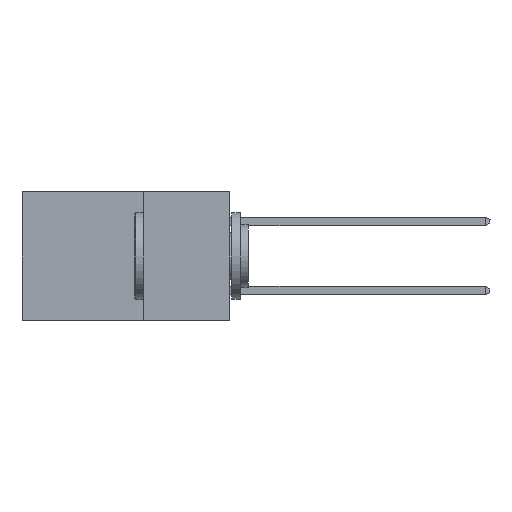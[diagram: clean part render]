
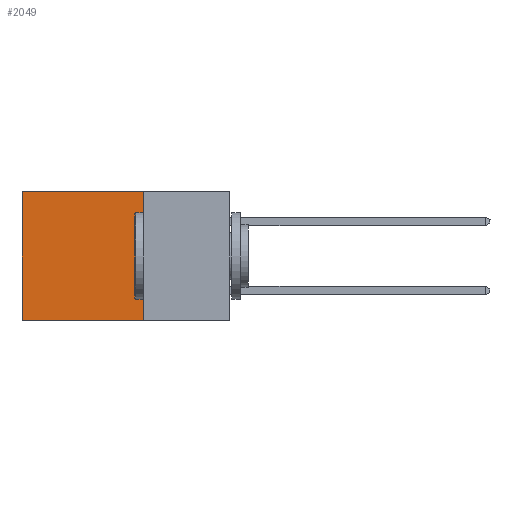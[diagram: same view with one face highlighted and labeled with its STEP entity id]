
A CAD part, left-side view. The second image highlights one B-rep face of the part: STEP entity #2049.
In plain terms, the highlighted planar face has unit normal (-1, 0, 0).
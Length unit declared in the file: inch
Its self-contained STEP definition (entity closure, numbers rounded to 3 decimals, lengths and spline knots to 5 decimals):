
#70 = DIRECTION ( 'NONE',  ( 1., 0., 0. ) ) ;
#346 = FACE_OUTER_BOUND ( 'NONE', #4641, .T. ) ;
#1119 = CARTESIAN_POINT ( 'NONE',  ( 0.2615, 0.6, -0.37 ) ) ;
#1468 = LINE ( 'NONE', #8258, #13123 ) ;
#1547 = DIRECTION ( 'NONE',  ( 0., 1., 0. ) ) ;
#1649 = VERTEX_POINT ( 'NONE', #2309 ) ;
#1748 = VERTEX_POINT ( 'NONE', #13899 ) ;
#1833 = ORIENTED_EDGE ( 'NONE', *, *, #9229, .F. ) ;
#2049 = ADVANCED_FACE ( 'NONE', ( #346 ), #10259, .F. ) ;
#2309 = CARTESIAN_POINT ( 'NONE',  ( 0.2615, 0.6, 0. ) ) ;
#2599 = CARTESIAN_POINT ( 'NONE',  ( 0.2615, 0.25, -0.37 ) ) ;
#3278 = DIRECTION ( 'NONE',  ( 0., 0., -1. ) ) ;
#3315 = VECTOR ( 'NONE', #3278, 39.37008 ) ;
#3741 = CARTESIAN_POINT ( 'NONE',  ( 0.2615, 0.25, -0.37 ) ) ;
#3804 = ORIENTED_EDGE ( 'NONE', *, *, #8557, .T. ) ;
#4607 = ORIENTED_EDGE ( 'NONE', *, *, #10537, .T. ) ;
#4641 = EDGE_LOOP ( 'NONE', ( #3804, #8036, #1833, #4607 ) ) ;
#5024 = DIRECTION ( 'NONE',  ( 0., 0., -1. ) ) ;
#5759 = VECTOR ( 'NONE', #1547, 39.37008 ) ;
#6458 = CARTESIAN_POINT ( 'NONE',  ( 0.2615, 0.6, -0.37 ) ) ;
#7070 = LINE ( 'NONE', #2599, #5759 ) ;
#7763 = CARTESIAN_POINT ( 'NONE',  ( 0.2615, 0.25, 0. ) ) ;
#8036 = ORIENTED_EDGE ( 'NONE', *, *, #10910, .F. ) ;
#8258 = CARTESIAN_POINT ( 'NONE',  ( 0.2615, 0.25, -0.37 ) ) ;
#8557 = EDGE_CURVE ( 'NONE', #1649, #12807, #13618, .T. ) ;
#9229 = EDGE_CURVE ( 'NONE', #1748, #13704, #1468, .T. ) ;
#9908 = LINE ( 'NONE', #7763, #12398 ) ;
#10259 = PLANE ( 'NONE',  #13148 ) ;
#10347 = CARTESIAN_POINT ( 'NONE',  ( 0.2615, 0.25, -0.37 ) ) ;
#10537 = EDGE_CURVE ( 'NONE', #1748, #1649, #9908, .T. ) ;
#10910 = EDGE_CURVE ( 'NONE', #13704, #12807, #7070, .T. ) ;
#11527 = DIRECTION ( 'NONE',  ( 0., 0., -1. ) ) ;
#12216 = DIRECTION ( 'NONE',  ( 0., 1., 0. ) ) ;
#12398 = VECTOR ( 'NONE', #12216, 39.37008 ) ;
#12807 = VERTEX_POINT ( 'NONE', #6458 ) ;
#13123 = VECTOR ( 'NONE', #11527, 39.37008 ) ;
#13148 = AXIS2_PLACEMENT_3D ( 'NONE', #3741, #70, #5024 ) ;
#13618 = LINE ( 'NONE', #1119, #3315 ) ;
#13704 = VERTEX_POINT ( 'NONE', #10347 ) ;
#13899 = CARTESIAN_POINT ( 'NONE',  ( 0.2615, 0.25, 0. ) ) ;
